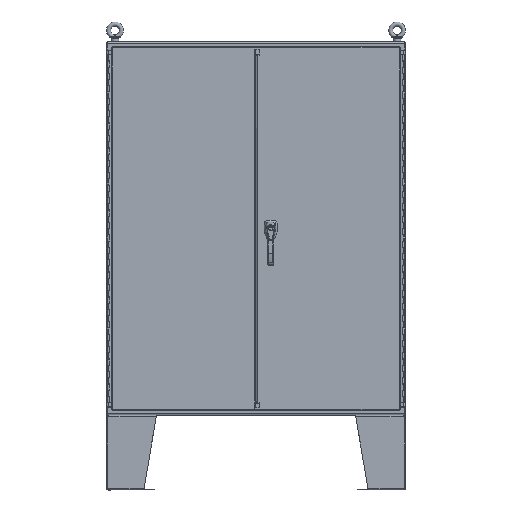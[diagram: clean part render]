
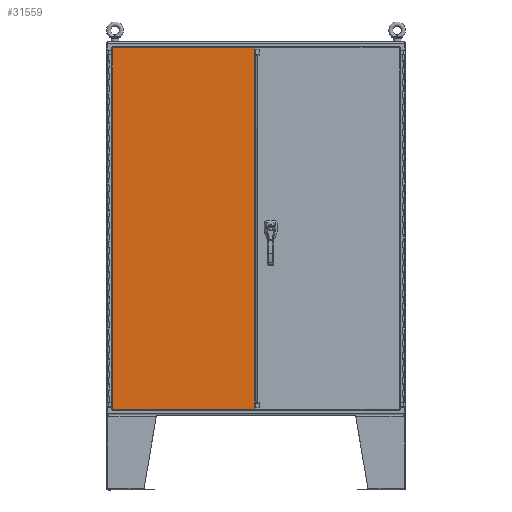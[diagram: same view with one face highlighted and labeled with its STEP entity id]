
A CAD part, top view. The second image highlights one B-rep face of the part: STEP entity #31559.
In plain terms, the highlighted planar face has unit normal (0, 0, 1).
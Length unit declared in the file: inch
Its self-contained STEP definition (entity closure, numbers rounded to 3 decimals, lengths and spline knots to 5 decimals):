
#836 = DIRECTION ( 'NONE',  ( 0., 0., -1. ) ) ;
#1593 = ORIENTED_EDGE ( 'NONE', *, *, #18696, .F. ) ;
#1617 = CARTESIAN_POINT ( 'NONE',  ( 12.34227, 0.8755, 13.34355 ) ) ;
#2196 = VECTOR ( 'NONE', #70750, 39.37008 ) ;
#3188 = VERTEX_POINT ( 'NONE', #113344 ) ;
#5658 = VERTEX_POINT ( 'NONE', #98070 ) ;
#7632 = VECTOR ( 'NONE', #112118, 39.37008 ) ;
#7815 = LINE ( 'NONE', #107367, #29139 ) ;
#7881 = ORIENTED_EDGE ( 'NONE', *, *, #60584, .F. ) ;
#10516 = DIRECTION ( 'NONE',  ( 0., 1., 0. ) ) ;
#12411 = LINE ( 'NONE', #29801, #119414 ) ;
#13066 = EDGE_CURVE ( 'NONE', #5658, #93478, #76480, .T. ) ;
#14705 = VERTEX_POINT ( 'NONE', #18730 ) ;
#14734 = EDGE_CURVE ( 'NONE', #47344, #124514, #80346, .T. ) ;
#16517 = VECTOR ( 'NONE', #18648, 39.37008 ) ;
#17126 = EDGE_LOOP ( 'NONE', ( #83406, #100844, #97781, #66353, #118748, #90661, #97902, #1593, #7881, #50363, #33215, #102478 ) ) ;
#18648 = DIRECTION ( 'NONE',  ( 0., 1., 0. ) ) ;
#18696 = EDGE_CURVE ( 'NONE', #91836, #14705, #74211, .T. ) ;
#18730 = CARTESIAN_POINT ( 'NONE',  ( 23.87352, 59.0425, 13.34355 ) ) ;
#24666 = LINE ( 'NONE', #83070, #67223 ) ;
#24746 = CARTESIAN_POINT ( 'NONE',  ( 12.34227, 59.0425, 13.34355 ) ) ;
#24895 = LINE ( 'NONE', #44819, #64083 ) ;
#27651 = CARTESIAN_POINT ( 'NONE',  ( 23.77957, 58.19875, 13.34355 ) ) ;
#29139 = VECTOR ( 'NONE', #57911, 39.37008 ) ;
#29723 = VECTOR ( 'NONE', #111041, 39.37008 ) ;
#29801 = CARTESIAN_POINT ( 'NONE',  ( 23.87352, 29.959, 13.34355 ) ) ;
#31559 = ADVANCED_FACE ( 'NONE', ( #31765 ), #59421, .F. ) ;
#31765 = FACE_OUTER_BOUND ( 'NONE', #17126, .T. ) ;
#33215 = ORIENTED_EDGE ( 'NONE', *, *, #125114, .F. ) ;
#34483 = EDGE_CURVE ( 'NONE', #47344, #5658, #44194, .T. ) ;
#40066 = DIRECTION ( 'NONE',  ( 1., 0., 0. ) ) ;
#40194 = DIRECTION ( 'NONE',  ( -1., 0., 0. ) ) ;
#40637 = DIRECTION ( 'NONE',  ( 0., -1., 0. ) ) ;
#42716 = VERTEX_POINT ( 'NONE', #52758 ) ;
#43483 = AXIS2_PLACEMENT_3D ( 'NONE', #98573, #836, #40066 ) ;
#43548 = CARTESIAN_POINT ( 'NONE',  ( 23.87352, 58.19875, 13.34355 ) ) ;
#44194 = LINE ( 'NONE', #43548, #29723 ) ;
#44819 = CARTESIAN_POINT ( 'NONE',  ( 23.87352, 29.959, 13.34355 ) ) ;
#47344 = VERTEX_POINT ( 'NONE', #47666 ) ;
#47549 = CARTESIAN_POINT ( 'NONE',  ( 23.87352, 1.71905, 13.34355 ) ) ;
#47666 = CARTESIAN_POINT ( 'NONE',  ( 23.77977, 58.19875, 13.34355 ) ) ;
#47764 = LINE ( 'NONE', #67667, #119296 ) ;
#50363 = ORIENTED_EDGE ( 'NONE', *, *, #79402, .F. ) ;
#52758 = CARTESIAN_POINT ( 'NONE',  ( 23.77957, 1.71905, 13.34355 ) ) ;
#53633 = DIRECTION ( 'NONE',  ( 1., 0., 0. ) ) ;
#57395 = DIRECTION ( 'NONE',  ( 1., 0., 0. ) ) ;
#57658 = EDGE_CURVE ( 'NONE', #97242, #124514, #24666, .T. ) ;
#57911 = DIRECTION ( 'NONE',  ( 0., 1., 0. ) ) ;
#58725 = CARTESIAN_POINT ( 'NONE',  ( 23.87352, 58.19895, 13.34355 ) ) ;
#59421 = PLANE ( 'NONE',  #43483 ) ;
#60584 = EDGE_CURVE ( 'NONE', #3188, #91836, #78578, .T. ) ;
#64083 = VECTOR ( 'NONE', #83933, 39.37008 ) ;
#65586 = EDGE_CURVE ( 'NONE', #42716, #99734, #47764, .T. ) ;
#66353 = ORIENTED_EDGE ( 'NONE', *, *, #34483, .T. ) ;
#67223 = VECTOR ( 'NONE', #53633, 39.37008 ) ;
#67667 = CARTESIAN_POINT ( 'NONE',  ( 12.34227, 1.71905, 13.34355 ) ) ;
#70750 = DIRECTION ( 'NONE',  ( 0., -1., 0. ) ) ;
#73686 = VERTEX_POINT ( 'NONE', #58725 ) ;
#74211 = LINE ( 'NONE', #24746, #7632 ) ;
#76480 = LINE ( 'NONE', #27651, #16517 ) ;
#77595 = EDGE_CURVE ( 'NONE', #73686, #93478, #78742, .T. ) ;
#78578 = LINE ( 'NONE', #98529, #126491 ) ;
#78742 = LINE ( 'NONE', #116702, #90659 ) ;
#79402 = EDGE_CURVE ( 'NONE', #93798, #3188, #120551, .T. ) ;
#80346 = LINE ( 'NONE', #119605, #2196 ) ;
#81173 = CARTESIAN_POINT ( 'NONE',  ( 1.00877, 59.0425, 13.34355 ) ) ;
#83070 = CARTESIAN_POINT ( 'NONE',  ( 23.77957, 1.71925, 13.34355 ) ) ;
#83406 = ORIENTED_EDGE ( 'NONE', *, *, #111245, .T. ) ;
#83933 = DIRECTION ( 'NONE',  ( 0., -1., 0. ) ) ;
#84875 = VECTOR ( 'NONE', #101286, 39.37008 ) ;
#90659 = VECTOR ( 'NONE', #40194, 39.37008 ) ;
#90661 = ORIENTED_EDGE ( 'NONE', *, *, #77595, .F. ) ;
#91836 = VERTEX_POINT ( 'NONE', #81173 ) ;
#93478 = VERTEX_POINT ( 'NONE', #126401 ) ;
#93798 = VERTEX_POINT ( 'NONE', #106678 ) ;
#94438 = CARTESIAN_POINT ( 'NONE',  ( 23.77957, 1.71925, 13.34355 ) ) ;
#97242 = VERTEX_POINT ( 'NONE', #94438 ) ;
#97781 = ORIENTED_EDGE ( 'NONE', *, *, #14734, .F. ) ;
#97902 = ORIENTED_EDGE ( 'NONE', *, *, #124919, .F. ) ;
#98070 = CARTESIAN_POINT ( 'NONE',  ( 23.77957, 58.19875, 13.34355 ) ) ;
#98529 = CARTESIAN_POINT ( 'NONE',  ( 1.00877, 29.959, 13.34355 ) ) ;
#98573 = CARTESIAN_POINT ( 'NONE',  ( 12.34227, 29.959, 13.34355 ) ) ;
#98829 = CARTESIAN_POINT ( 'NONE',  ( 23.77977, 1.71925, 13.34355 ) ) ;
#99734 = VERTEX_POINT ( 'NONE', #47549 ) ;
#100844 = ORIENTED_EDGE ( 'NONE', *, *, #57658, .T. ) ;
#101286 = DIRECTION ( 'NONE',  ( -1., 0., 0. ) ) ;
#102478 = ORIENTED_EDGE ( 'NONE', *, *, #65586, .F. ) ;
#106678 = CARTESIAN_POINT ( 'NONE',  ( 23.87352, 0.8755, 13.34355 ) ) ;
#107367 = CARTESIAN_POINT ( 'NONE',  ( 23.77957, 1.71905, 13.34355 ) ) ;
#111041 = DIRECTION ( 'NONE',  ( -1., 0., 0. ) ) ;
#111245 = EDGE_CURVE ( 'NONE', #42716, #97242, #7815, .T. ) ;
#112118 = DIRECTION ( 'NONE',  ( 1., 0., 0. ) ) ;
#113344 = CARTESIAN_POINT ( 'NONE',  ( 1.00877, 0.8755, 13.34355 ) ) ;
#116702 = CARTESIAN_POINT ( 'NONE',  ( 12.34227, 58.19895, 13.34355 ) ) ;
#118748 = ORIENTED_EDGE ( 'NONE', *, *, #13066, .T. ) ;
#119296 = VECTOR ( 'NONE', #57395, 39.37008 ) ;
#119414 = VECTOR ( 'NONE', #40637, 39.37008 ) ;
#119605 = CARTESIAN_POINT ( 'NONE',  ( 23.77977, 29.959, 13.34355 ) ) ;
#120551 = LINE ( 'NONE', #1617, #84875 ) ;
#124514 = VERTEX_POINT ( 'NONE', #98829 ) ;
#124919 = EDGE_CURVE ( 'NONE', #14705, #73686, #12411, .T. ) ;
#125114 = EDGE_CURVE ( 'NONE', #99734, #93798, #24895, .T. ) ;
#126401 = CARTESIAN_POINT ( 'NONE',  ( 23.77957, 58.19895, 13.34355 ) ) ;
#126491 = VECTOR ( 'NONE', #10516, 39.37008 ) ;
